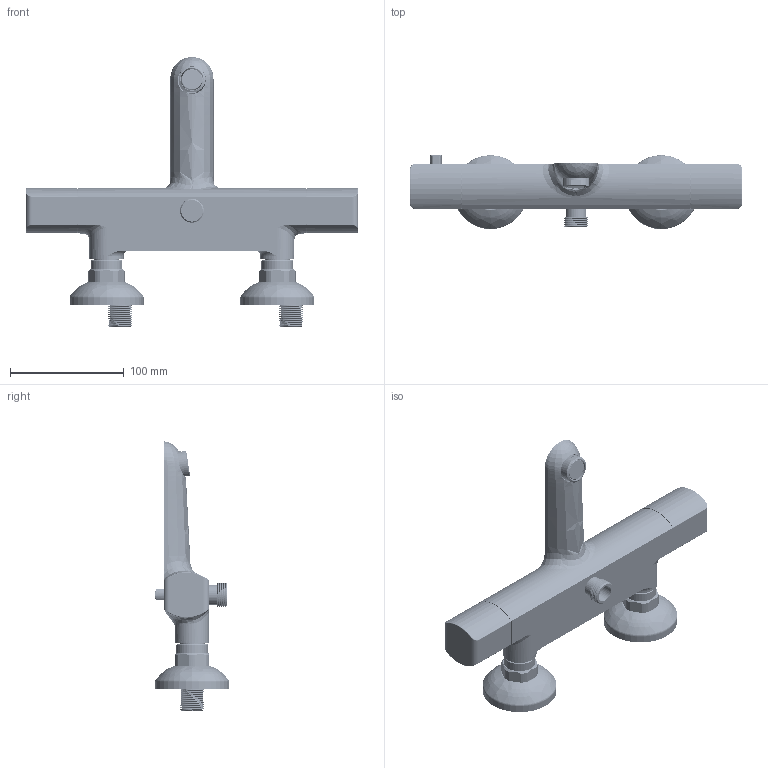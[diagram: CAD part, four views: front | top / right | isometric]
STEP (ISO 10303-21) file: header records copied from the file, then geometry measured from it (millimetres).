
FILE_DESCRIPTION((''),'2;1');
FILE_NAME('67A47EV1_ASM','2022-03-10T',('fth20'),(''),'CREO PARAMETRIC BY PTC INC, 2015480','CREO PARAMETRIC BY PTC INC, 2015480','');
FILE_SCHEMA(('CONFIG_CONTROL_DESIGN'));
Products named in the file (35): 80T67A47; 24X1-03; 24X1-02; 24X1-01; M24021_ASM; 8JT33076; 8J16X2A; 8JTSW67T87G; 8J19X24; 8NMSW00H; J92030; 81T67000; 80Q01000; 80Q51000; SD_ASM; J67016; 8DM6X7; J62300; 83P24J52; 84P24Z32; 81P20Z32; 8FM4X14; 8YG16045; 80P24EV13; 83P24EV13; 8TH67R87; 82P24EV13; 83P24CW63; 84P24EV13; P24EV1_ASM; 81P20EV13; SHOULUN_ASM; 8EM5X7; 80N85050; 67A47EV1_ASM
Assembly tree (39 placements, depth 3):
  67A47EV1_ASM
    80T67A47
    M24021_ASM
      24X1-03
      24X1-02
      24X1-01
    8JT33076
    8J16X2A
    SD_ASM  x2
      8JTSW67T87G
      8J19X24
      8NMSW00H
      J92030
      81T67000
      80Q01000
      80Q51000
    J67016
    8DM6X7
    J62300
    83P24J52
    84P24Z32
    81P20Z32
    8FM4X14  x2
    8YG16045
    P24EV1_ASM
      80P24EV13
      83P24EV13
      8TH67R87
      82P24EV13
      83P24CW63
      84P24EV13
    SHOULUN_ASM
      81P20EV13
      84P24EV13
    8EM5X7  x2
    80N85050  x2
Bounding box: 291.5 x 65.18 x 237 mm (x, y, z)
Volume: 608105.5 mm3; surface area: 203645.1 mm2
Topology: 46 solids, 51 shells, 3552 faces, 9562 edges, 6163 vertices
Faces by surface type: plane 1529, cylinder 1227, cone 313, torus 235, bspline 224, sphere 14, extrusion 10
Entity records: 123347 total; most frequent: CARTESIAN_POINT 48271, ORIENTED_EDGE 16330, DIRECTION 14887, EDGE_CURVE 8165, AXIS2_PLACEMENT_3D 5619, VERTEX_POINT 5303, VECTOR 3649, LINE 3641
